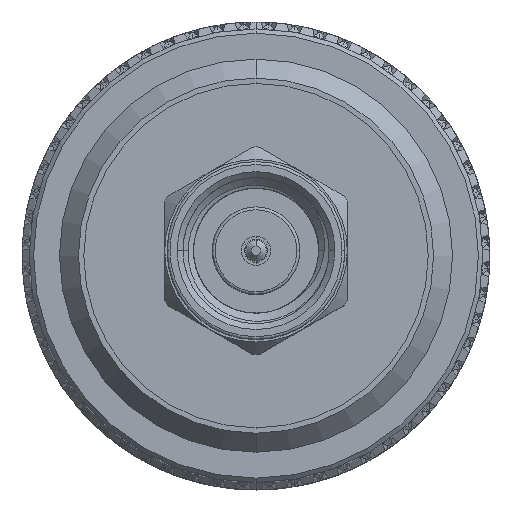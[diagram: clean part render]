
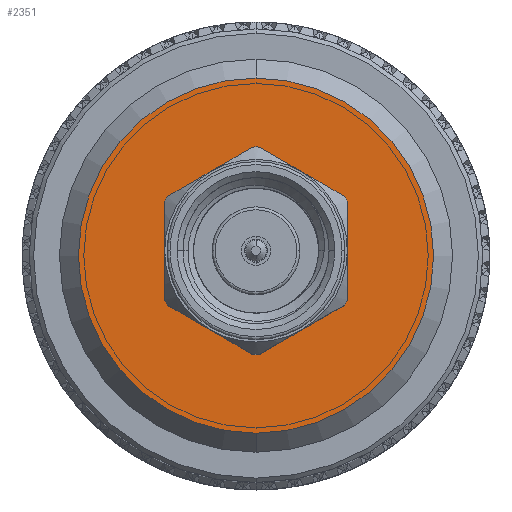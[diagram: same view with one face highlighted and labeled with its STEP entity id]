
A CAD part, top view. The second image highlights one B-rep face of the part: STEP entity #2351.
In plain terms, the highlighted face is planar.
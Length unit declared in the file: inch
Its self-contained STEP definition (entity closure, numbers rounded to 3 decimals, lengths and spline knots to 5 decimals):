
#543 = CARTESIAN_POINT ( 'NONE',  ( 0.70446, -0.30377, 0. ) ) ;
#2351 = ADVANCED_FACE ( 'NONE', ( #81761, #12712 ), #91327, .F. ) ;
#3178 = CIRCLE ( 'NONE', #80996, 0.30377 ) ;
#5249 = VERTEX_POINT ( 'NONE', #22891 ) ;
#7069 = DIRECTION ( 'NONE',  ( -1., 0., 0. ) ) ;
#7253 = EDGE_LOOP ( 'NONE', ( #22269, #27692 ) ) ;
#8909 = CARTESIAN_POINT ( 'NONE',  ( 0.70446, 0., 0. ) ) ;
#10357 = CARTESIAN_POINT ( 'NONE',  ( 0.70446, 0., 0. ) ) ;
#10664 = EDGE_CURVE ( 'NONE', #84728, #24461, #39054, .T. ) ;
#12712 = FACE_BOUND ( 'NONE', #7253, .T. ) ;
#12857 = AXIS2_PLACEMENT_3D ( 'NONE', #76842, #53993, #15394 ) ;
#13090 = AXIS2_PLACEMENT_3D ( 'NONE', #56748, #88203, #63367 ) ;
#15394 = DIRECTION ( 'NONE',  ( 0., -1., 0. ) ) ;
#22269 = ORIENTED_EDGE ( 'NONE', *, *, #53421, .T. ) ;
#22891 = CARTESIAN_POINT ( 'NONE',  ( 0.70446, -0.10617, 0. ) ) ;
#24132 = DIRECTION ( 'NONE',  ( -1., 0., 0. ) ) ;
#24461 = VERTEX_POINT ( 'NONE', #57798 ) ;
#27692 = ORIENTED_EDGE ( 'NONE', *, *, #72963, .T. ) ;
#28912 = DIRECTION ( 'NONE',  ( 0., -1., 0. ) ) ;
#32083 = AXIS2_PLACEMENT_3D ( 'NONE', #10357, #48426, #87009 ) ;
#32243 = DIRECTION ( 'NONE',  ( 0., -1., 0. ) ) ;
#39054 = CIRCLE ( 'NONE', #13090, 0.30377 ) ;
#44175 = CARTESIAN_POINT ( 'NONE',  ( 0.70446, 0.30377, 0. ) ) ;
#44558 = EDGE_LOOP ( 'NONE', ( #65119, #100287 ) ) ;
#45240 = AXIS2_PLACEMENT_3D ( 'NONE', #44175, #7069, #28912 ) ;
#48426 = DIRECTION ( 'NONE',  ( -1., 0., 0. ) ) ;
#48934 = VERTEX_POINT ( 'NONE', #53284 ) ;
#53284 = CARTESIAN_POINT ( 'NONE',  ( 0.70446, 0.10617, 0. ) ) ;
#53421 = EDGE_CURVE ( 'NONE', #5249, #48934, #64543, .T. ) ;
#53993 = DIRECTION ( 'NONE',  ( -1., 0., 0. ) ) ;
#56748 = CARTESIAN_POINT ( 'NONE',  ( 0.70446, 0., 0. ) ) ;
#57798 = CARTESIAN_POINT ( 'NONE',  ( 0.70446, 0.30377, 0. ) ) ;
#63367 = DIRECTION ( 'NONE',  ( 0., -1., 0. ) ) ;
#64543 = CIRCLE ( 'NONE', #32083, 0.10617 ) ;
#65119 = ORIENTED_EDGE ( 'NONE', *, *, #10664, .F. ) ;
#72963 = EDGE_CURVE ( 'NONE', #48934, #5249, #84140, .T. ) ;
#76842 = CARTESIAN_POINT ( 'NONE',  ( 0.70446, 0., 0. ) ) ;
#78461 = EDGE_CURVE ( 'NONE', #24461, #84728, #3178, .T. ) ;
#80996 = AXIS2_PLACEMENT_3D ( 'NONE', #8909, #24132, #32243 ) ;
#81761 = FACE_OUTER_BOUND ( 'NONE', #44558, .T. ) ;
#84140 = CIRCLE ( 'NONE', #12857, 0.10617 ) ;
#84728 = VERTEX_POINT ( 'NONE', #543 ) ;
#87009 = DIRECTION ( 'NONE',  ( 0., -1., 0. ) ) ;
#88203 = DIRECTION ( 'NONE',  ( -1., 0., 0. ) ) ;
#91327 = PLANE ( 'NONE',  #45240 ) ;
#100287 = ORIENTED_EDGE ( 'NONE', *, *, #78461, .F. ) ;
